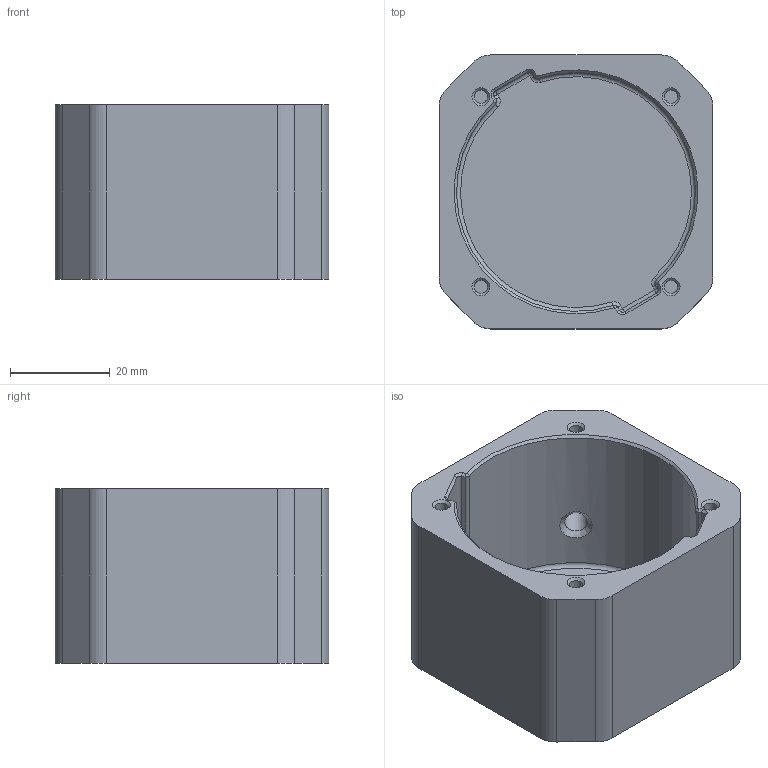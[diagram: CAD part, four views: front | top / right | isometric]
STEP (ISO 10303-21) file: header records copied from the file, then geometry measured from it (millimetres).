
FILE_DESCRIPTION(/* description */ ('','CAx-IF Rec.Pracs.---Representation and Presentation of Product Manufacturing Information (PMI)---4.0---2014-10-13'),/* implementation_level */ '2;1');
FILE_NAME(/* name */ 'Box.step',/* time_stamp */ '2025-01-09T11:32:45-05:00',/* author */ (''),/* organization */ (''),/* preprocessor_version */ 'ST-DEVELOPER v20',/* originating_system */ 'Autodesk Translation Framework v13.20.0.188',/* authorisation */ '');
FILE_SCHEMA (('AP242_MANAGED_MODEL_BASED_3D_ENGINEERING_MIM_LF { 1 0 10303 442 1 1 4 }'));
Length unit declared in the file: millimetre
Products named in the file (1): Box
Bounding box: 55 x 55 x 35 mm (x, y, z)
Volume: 41531.1 mm3; surface area: 18045.1 mm2
Topology: 1 solids, 1 shells, 82 faces, 184 edges, 109 vertices
Faces by surface type: cylinder 29, plane 27, cone 15, torus 6, sphere 4, bspline 1
Full cylindrical faces by diameter (mm): 2.6 x4, 4.5 x1
Entity records: 2451 total; most frequent: CARTESIAN_POINT 537, DIRECTION 427, ORIENTED_EDGE 368, EDGE_CURVE 184, AXIS2_PLACEMENT_3D 164, VERTEX_POINT 109, LINE 99, VECTOR 99
